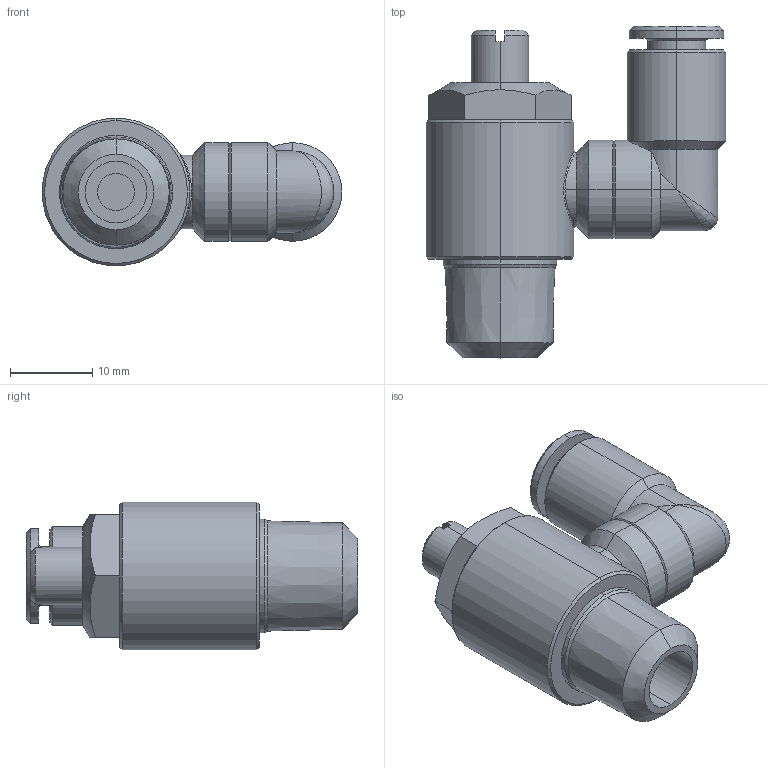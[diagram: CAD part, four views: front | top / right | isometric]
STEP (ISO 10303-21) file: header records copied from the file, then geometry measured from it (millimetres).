
FILE_DESCRIPTION(( 'MV.28.06.14V.STEP' ), '1');
FILE_NAME( 'MV.28.06.14V.STEP', '2019-06-20T08:48:56',( 'Sopra'),('sopra-pneumatic.com'), 'SwSTEP 2.0','SolidWorks 2009','' );
FILE_SCHEMA (( 'CONFIG_CONTROL_DESIGN' ));
Length unit declared in the file: millimetre
Products named in the file (1): 04180V32
Bounding box: 36.5 x 40.4 x 18 mm (x, y, z)
Volume: 9304.5 mm3; surface area: 4267 mm2
Topology: 1 solids, 5 shells, 110 faces, 236 edges, 144 vertices
Faces by surface type: cylinder 41, plane 34, cone 32, bspline 3
Entity records: 4608 total; most frequent: CARTESIAN_POINT 2168, DIRECTION 511, ORIENTED_EDGE 468, EDGE_CURVE 234, AXIS2_PLACEMENT_3D 206, VERTEX_POINT 144, EDGE_LOOP 120, FACE_OUTER_BOUND 110
